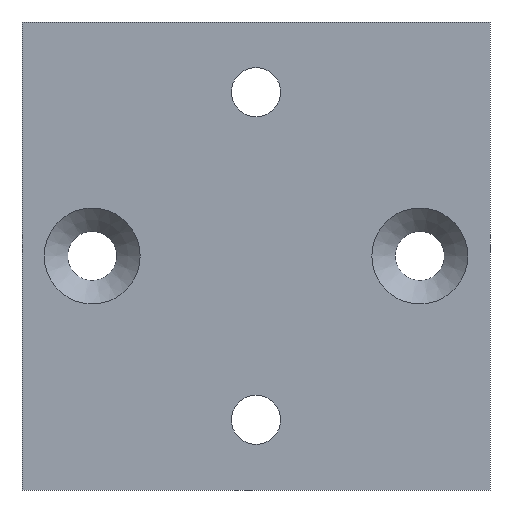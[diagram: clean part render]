
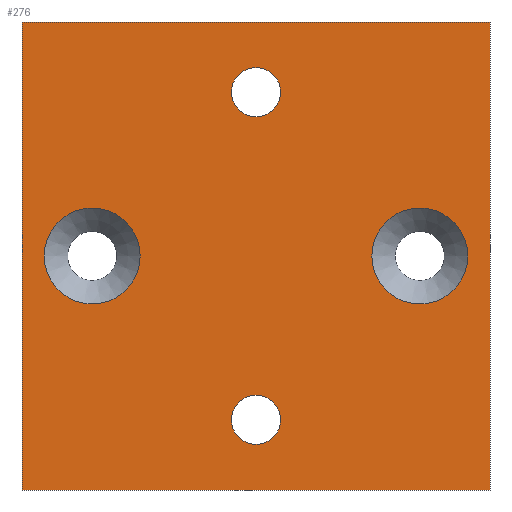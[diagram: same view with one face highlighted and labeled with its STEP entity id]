
A CAD part, front view. The second image highlights one B-rep face of the part: STEP entity #276.
In plain terms, the highlighted planar face has unit normal (0, -1, 0).
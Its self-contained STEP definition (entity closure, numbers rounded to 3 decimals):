
#21=FACE_BOUND('',#77,.T.);
#22=FACE_BOUND('',#78,.T.);
#23=FACE_BOUND('',#79,.T.);
#24=FACE_BOUND('',#80,.T.);
#32=PLANE('',#329);
#54=FACE_OUTER_BOUND('',#76,.T.);
#76=EDGE_LOOP('',(#251,#252,#253,#254));
#77=EDGE_LOOP('',(#255));
#78=EDGE_LOOP('',(#256));
#79=EDGE_LOOP('',(#257));
#80=EDGE_LOOP('',(#258));
#89=LINE('',#462,#109);
#93=LINE('',#470,#113);
#96=LINE('',#476,#116);
#99=LINE('',#481,#119);
#109=VECTOR('',#390,10.);
#113=VECTOR('',#396,10.);
#116=VECTOR('',#401,10.);
#119=VECTOR('',#406,10.);
#121=CIRCLE('',#301,10.25);
#123=CIRCLE('',#304,10.25);
#132=CIRCLE('',#319,5.25);
#134=CIRCLE('',#323,5.25);
#135=VERTEX_POINT('',#414);
#137=VERTEX_POINT('',#420);
#146=VERTEX_POINT('',#448);
#148=VERTEX_POINT('',#456);
#149=VERTEX_POINT('',#460);
#150=VERTEX_POINT('',#461);
#153=VERTEX_POINT('',#469);
#155=VERTEX_POINT('',#475);
#157=EDGE_CURVE('',#135,#135,#121,.T.);
#160=EDGE_CURVE('',#137,#137,#123,.T.);
#174=EDGE_CURVE('',#146,#146,#132,.T.);
#178=EDGE_CURVE('',#148,#148,#134,.T.);
#179=EDGE_CURVE('',#149,#150,#89,.T.);
#183=EDGE_CURVE('',#153,#149,#93,.T.);
#186=EDGE_CURVE('',#155,#153,#96,.T.);
#189=EDGE_CURVE('',#150,#155,#99,.T.);
#251=ORIENTED_EDGE('',*,*,#189,.F.);
#252=ORIENTED_EDGE('',*,*,#179,.F.);
#253=ORIENTED_EDGE('',*,*,#183,.F.);
#254=ORIENTED_EDGE('',*,*,#186,.F.);
#255=ORIENTED_EDGE('',*,*,#157,.T.);
#256=ORIENTED_EDGE('',*,*,#160,.T.);
#257=ORIENTED_EDGE('',*,*,#178,.F.);
#258=ORIENTED_EDGE('',*,*,#174,.F.);
#276=ADVANCED_FACE('',(#54,#21,#22,#23,#24),#32,.F.);
#301=AXIS2_PLACEMENT_3D('',#415,#334,#335);
#304=AXIS2_PLACEMENT_3D('',#421,#341,#342);
#319=AXIS2_PLACEMENT_3D('',#450,#376,#377);
#323=AXIS2_PLACEMENT_3D('',#458,#386,#387);
#329=AXIS2_PLACEMENT_3D('',#484,#410,#411);
#334=DIRECTION('center_axis',(0.,1.,0.));
#335=DIRECTION('ref_axis',(1.,0.,0.));
#341=DIRECTION('center_axis',(0.,1.,0.));
#342=DIRECTION('ref_axis',(1.,0.,0.));
#376=DIRECTION('center_axis',(0.,-1.,0.));
#377=DIRECTION('ref_axis',(1.,0.,0.));
#386=DIRECTION('center_axis',(0.,-1.,0.));
#387=DIRECTION('ref_axis',(1.,0.,0.));
#390=DIRECTION('',(1.,0.,0.));
#396=DIRECTION('',(0.,0.,1.));
#401=DIRECTION('',(-1.,0.,0.));
#406=DIRECTION('',(0.,0.,-1.));
#410=DIRECTION('center_axis',(0.,1.,0.));
#411=DIRECTION('ref_axis',(0.,0.,1.));
#414=CARTESIAN_POINT('',(-45.25,0.,0.));
#415=CARTESIAN_POINT('Origin',(-35.,0.,0.));
#420=CARTESIAN_POINT('',(24.75,0.,0.));
#421=CARTESIAN_POINT('Origin',(35.,0.,0.));
#448=CARTESIAN_POINT('',(-5.25,0.,35.));
#450=CARTESIAN_POINT('Origin',(0.,0.,35.));
#456=CARTESIAN_POINT('',(-5.25,0.,-35.));
#458=CARTESIAN_POINT('Origin',(0.,0.,-35.));
#460=CARTESIAN_POINT('',(-50.,0.,50.));
#461=CARTESIAN_POINT('',(50.,0.,50.));
#462=CARTESIAN_POINT('',(-50.,0.,50.));
#469=CARTESIAN_POINT('',(-50.,0.,-50.));
#470=CARTESIAN_POINT('',(-50.,0.,-50.));
#475=CARTESIAN_POINT('',(50.,0.,-50.));
#476=CARTESIAN_POINT('',(50.,0.,-50.));
#481=CARTESIAN_POINT('',(50.,0.,50.));
#484=CARTESIAN_POINT('Origin',(0.,0.,0.));
